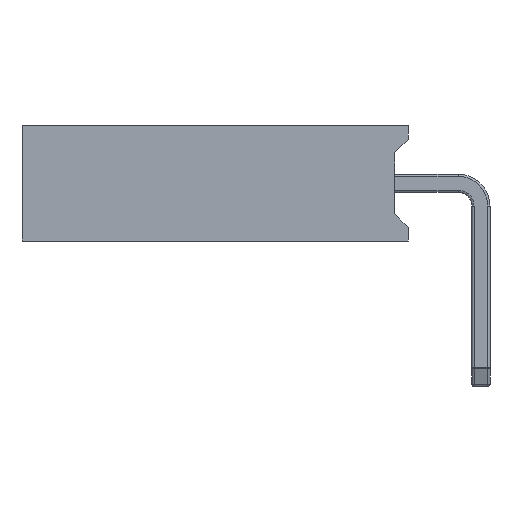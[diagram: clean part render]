
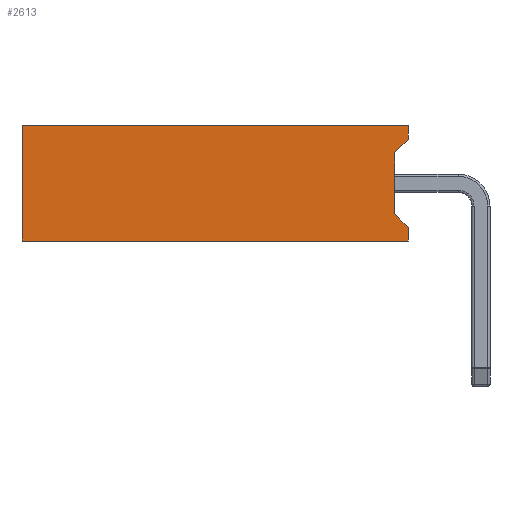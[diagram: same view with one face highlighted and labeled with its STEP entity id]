
A CAD part, left-side view. The second image highlights one B-rep face of the part: STEP entity #2613.
In plain terms, the highlighted planar face has unit normal (-1, 0, 0).
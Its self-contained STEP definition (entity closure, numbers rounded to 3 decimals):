
#106=PLANE('',#2851);
#181=FACE_OUTER_BOUND('',#344,.T.);
#344=EDGE_LOOP('',(#1713,#1714,#1715,#1716,#1717,#1718,#1719,#1720));
#511=LINE('',#4096,#709);
#515=LINE('',#4104,#713);
#521=LINE('',#4119,#719);
#532=LINE('',#4139,#730);
#533=LINE('',#4142,#731);
#536=LINE('',#4148,#734);
#537=LINE('',#4150,#735);
#538=LINE('',#4151,#736);
#709=VECTOR('',#3234,10.);
#713=VECTOR('',#3240,10.);
#719=VECTOR('',#3252,10.);
#730=VECTOR('',#3269,10.);
#731=VECTOR('',#3272,10.);
#734=VECTOR('',#3277,10.);
#735=VECTOR('',#3278,10.);
#736=VECTOR('',#3279,10.);
#1063=VERTEX_POINT('',#4094);
#1064=VERTEX_POINT('',#4095);
#1067=VERTEX_POINT('',#4103);
#1073=VERTEX_POINT('',#4118);
#1079=VERTEX_POINT('',#4137);
#1080=VERTEX_POINT('',#4141);
#1082=VERTEX_POINT('',#4147);
#1083=VERTEX_POINT('',#4149);
#1287=EDGE_CURVE('',#1063,#1064,#511,.T.);
#1291=EDGE_CURVE('',#1067,#1064,#515,.T.);
#1299=EDGE_CURVE('',#1067,#1073,#521,.T.);
#1310=EDGE_CURVE('',#1063,#1079,#532,.T.);
#1311=EDGE_CURVE('',#1080,#1073,#533,.T.);
#1314=EDGE_CURVE('',#1079,#1082,#536,.T.);
#1315=EDGE_CURVE('',#1083,#1082,#537,.T.);
#1316=EDGE_CURVE('',#1080,#1083,#538,.T.);
#1713=ORIENTED_EDGE('',*,*,#1291,.T.);
#1714=ORIENTED_EDGE('',*,*,#1287,.F.);
#1715=ORIENTED_EDGE('',*,*,#1310,.T.);
#1716=ORIENTED_EDGE('',*,*,#1314,.T.);
#1717=ORIENTED_EDGE('',*,*,#1315,.F.);
#1718=ORIENTED_EDGE('',*,*,#1316,.F.);
#1719=ORIENTED_EDGE('',*,*,#1311,.T.);
#1720=ORIENTED_EDGE('',*,*,#1299,.F.);
#2613=ADVANCED_FACE('',(#181),#106,.T.);
#2851=AXIS2_PLACEMENT_3D('',#4146,#3275,#3276);
#3234=DIRECTION('',(0.,0.707,-0.707));
#3240=DIRECTION('',(0.,0.,1.));
#3252=DIRECTION('',(0.,-0.707,-0.707));
#3269=DIRECTION('',(0.,0.,1.));
#3272=DIRECTION('',(0.,0.,1.));
#3275=DIRECTION('center_axis',(-1.,0.,0.));
#3276=DIRECTION('ref_axis',(0.,0.,
1.));
#3277=DIRECTION('',(0.,1.,0.));
#3278=DIRECTION('',(0.,0.,1.));
#3279=DIRECTION('',(0.,1.,0.));
#4094=CARTESIAN_POINT('',(-1.27,1.6,2.24));
#4095=CARTESIAN_POINT('',(-1.27,1.9,1.94));
#4096=CARTESIAN_POINT('',(-1.27,2.235,1.605));
#4103=CARTESIAN_POINT('',(-1.27,1.9,0.6));
#4104=CARTESIAN_POINT('',(-1.27,1.9,0.635));
#4118=CARTESIAN_POINT('',(-1.27,1.6,0.3));
#4119=CARTESIAN_POINT('',(-1.27,1.6,0.3));
#4137=CARTESIAN_POINT('',(-1.27,1.6,2.54));
#4139=CARTESIAN_POINT('',(-1.27,1.6,0.));
#4141=CARTESIAN_POINT('',(-1.27,1.6,0.));
#4142=CARTESIAN_POINT('',(-1.27,1.6,0.));
#4146=CARTESIAN_POINT('Origin',(-1.27,1.6,0.));
#4147=CARTESIAN_POINT('',(-1.27,10.1,2.54));
#4148=CARTESIAN_POINT('',(-1.27,1.6,2.54));
#4149=CARTESIAN_POINT('',(-1.27,10.1,0.));
#4150=CARTESIAN_POINT('',(-1.27,10.1,0.));
#4151=CARTESIAN_POINT('',(-1.27,1.6,0.));
